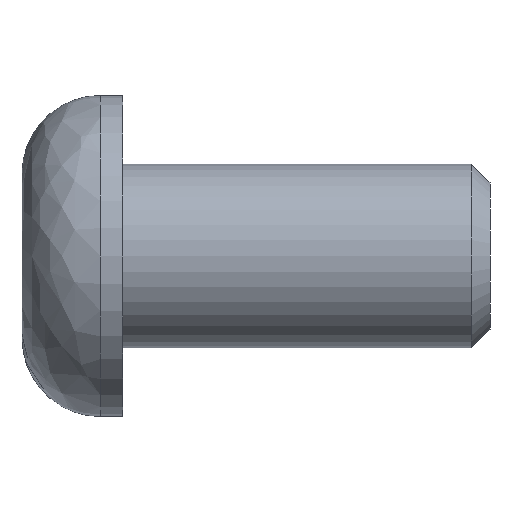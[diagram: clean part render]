
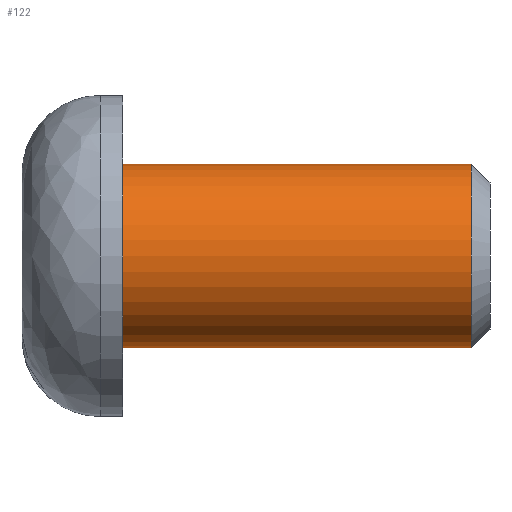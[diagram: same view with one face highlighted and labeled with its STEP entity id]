
A CAD part, front view. The second image highlights one B-rep face of the part: STEP entity #122.
In plain terms, the highlighted cylindrical face has radius 3 mm (diameter 6 mm), a partial arc.
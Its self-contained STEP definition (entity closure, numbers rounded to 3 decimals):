
#50 = DIRECTION ( 'NONE',  ( 0., 0., -1. ) ) ;
#58 = CARTESIAN_POINT ( 'NONE',  ( 11.387, 0., -3. ) ) ;
#81 = EDGE_CURVE ( 'NONE', #233, #529, #163, .T. ) ;
#108 = ORIENTED_EDGE ( 'NONE', *, *, #317, .F. ) ;
#122 = ADVANCED_FACE ( 'NONE', ( #151 ), #202, .T. ) ;
#134 = DIRECTION ( 'NONE',  ( 1., 0., 0. ) ) ;
#151 = FACE_OUTER_BOUND ( 'NONE', #593, .T. ) ;
#160 = DIRECTION ( 'NONE',  ( 0., 0., -1. ) ) ;
#163 = CIRCLE ( 'NONE', #180, 3. ) ;
#180 = AXIS2_PLACEMENT_3D ( 'NONE', #508, #422, #50 ) ;
#181 = CARTESIAN_POINT ( 'NONE',  ( 0., 0., -3. ) ) ;
#192 = VERTEX_POINT ( 'NONE', #58 ) ;
#193 = DIRECTION ( 'NONE',  ( -1., 0., 0. ) ) ;
#195 = CARTESIAN_POINT ( 'NONE',  ( 0., 0., 3. ) ) ;
#202 = CYLINDRICAL_SURFACE ( 'NONE', #416, 3. ) ;
#208 = AXIS2_PLACEMENT_3D ( 'NONE', #335, #193, #160 ) ;
#214 = VECTOR ( 'NONE', #436, 1000. ) ;
#226 = CARTESIAN_POINT ( 'NONE',  ( 11.387, 0., 3. ) ) ;
#233 = VERTEX_POINT ( 'NONE', #195 ) ;
#248 = CARTESIAN_POINT ( 'NONE',  ( 7., 0., 3. ) ) ;
#250 = EDGE_CURVE ( 'NONE', #192, #486, #360, .T. ) ;
#283 = VECTOR ( 'NONE', #134, 1000. ) ;
#312 = CARTESIAN_POINT ( 'NONE',  ( 7., 0., -3. ) ) ;
#317 = EDGE_CURVE ( 'NONE', #233, #486, #405, .T. ) ;
#335 = CARTESIAN_POINT ( 'NONE',  ( 11.387, 0., 0. ) ) ;
#358 = EDGE_CURVE ( 'NONE', #529, #192, #527, .T. ) ;
#360 = CIRCLE ( 'NONE', #208, 3. ) ;
#371 = ORIENTED_EDGE ( 'NONE', *, *, #81, .T. ) ;
#405 = LINE ( 'NONE', #248, #214 ) ;
#416 = AXIS2_PLACEMENT_3D ( 'NONE', #561, #556, #471 ) ;
#422 = DIRECTION ( 'NONE',  ( 1., 0., 0. ) ) ;
#436 = DIRECTION ( 'NONE',  ( 1., 0., 0. ) ) ;
#449 = ORIENTED_EDGE ( 'NONE', *, *, #358, .T. ) ;
#471 = DIRECTION ( 'NONE',  ( 0., 0., -1. ) ) ;
#486 = VERTEX_POINT ( 'NONE', #226 ) ;
#508 = CARTESIAN_POINT ( 'NONE',  ( 0., 0., 0. ) ) ;
#527 = LINE ( 'NONE', #312, #283 ) ;
#529 = VERTEX_POINT ( 'NONE', #181 ) ;
#556 = DIRECTION ( 'NONE',  ( 1., 0., 0. ) ) ;
#561 = CARTESIAN_POINT ( 'NONE',  ( 7., 0., 0. ) ) ;
#593 = EDGE_LOOP ( 'NONE', ( #108, #371, #449, #600 ) ) ;
#600 = ORIENTED_EDGE ( 'NONE', *, *, #250, .T. ) ;
